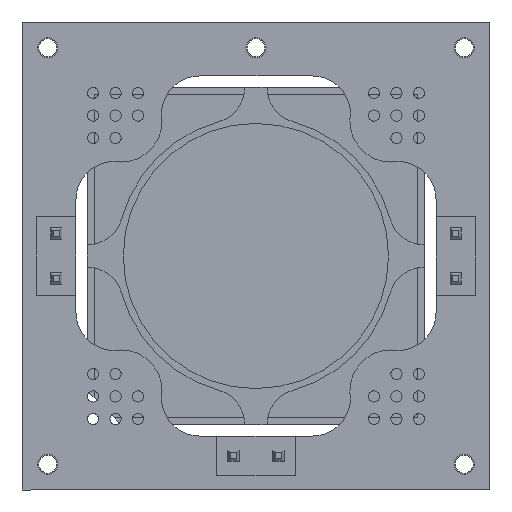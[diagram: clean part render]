
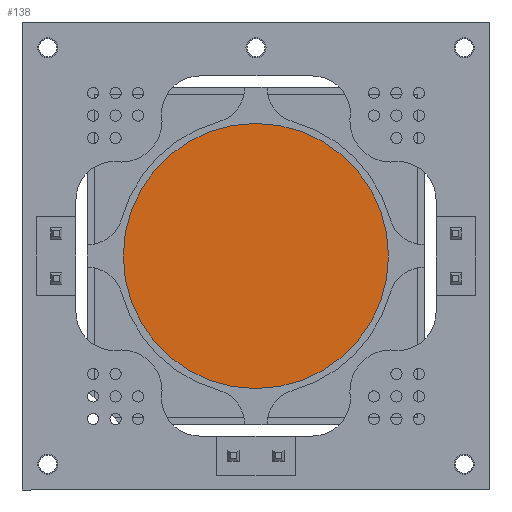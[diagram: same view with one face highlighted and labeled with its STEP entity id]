
A CAD part, front view. The second image highlights one B-rep face of the part: STEP entity #138.
In plain terms, the highlighted planar face has unit normal (0, -1, 0).
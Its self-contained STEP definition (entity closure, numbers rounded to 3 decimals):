
#138 = ADVANCED_FACE ( 'NONE', ( #1622 ), #3668, .F. ) ;
#622 = CARTESIAN_POINT ( 'NONE',  ( -5.905, 0.345, 0. ) ) ;
#656 = CIRCLE ( 'NONE', #10815, 5.9 ) ;
#731 = EDGE_CURVE ( 'NONE', #2827, #5306, #656, .T. ) ;
#732 = DIRECTION ( 'NONE',  ( 0., 1., 0. ) ) ;
#1622 = FACE_OUTER_BOUND ( 'NONE', #7654, .T. ) ;
#2560 = DIRECTION ( 'NONE',  ( -1., 0., 0. ) ) ;
#2595 = CARTESIAN_POINT ( 'NONE',  ( 0., 0.345, 0. ) ) ;
#2827 = VERTEX_POINT ( 'NONE', #622 ) ;
#3668 = PLANE ( 'NONE',  #4518 ) ;
#4518 = AXIS2_PLACEMENT_3D ( 'NONE', #2595, #6645, #2560 ) ;
#4648 = EDGE_CURVE ( 'NONE', #5306, #2827, #7369, .T. ) ;
#5306 = VERTEX_POINT ( 'NONE', #11918 ) ;
#5489 = DIRECTION ( 'NONE',  ( 0., 1., 0. ) ) ;
#5656 = DIRECTION ( 'NONE',  ( -1., 0., 0. ) ) ;
#6645 = DIRECTION ( 'NONE',  ( 0., 1., 0. ) ) ;
#7228 = ORIENTED_EDGE ( 'NONE', *, *, #4648, .F. ) ;
#7369 = CIRCLE ( 'NONE', #8831, 5.9 ) ;
#7560 = DIRECTION ( 'NONE',  ( -1., 0., 0. ) ) ;
#7654 = EDGE_LOOP ( 'NONE', ( #13077, #7228 ) ) ;
#8831 = AXIS2_PLACEMENT_3D ( 'NONE', #10753, #732, #5656 ) ;
#10582 = CARTESIAN_POINT ( 'NONE',  ( -0.005, 0.345, 0. ) ) ;
#10753 = CARTESIAN_POINT ( 'NONE',  ( -0.005, 0.345, 0. ) ) ;
#10815 = AXIS2_PLACEMENT_3D ( 'NONE', #10582, #5489, #7560 ) ;
#11918 = CARTESIAN_POINT ( 'NONE',  ( 5.895, 0.345, 0. ) ) ;
#13077 = ORIENTED_EDGE ( 'NONE', *, *, #731, .F. ) ;
